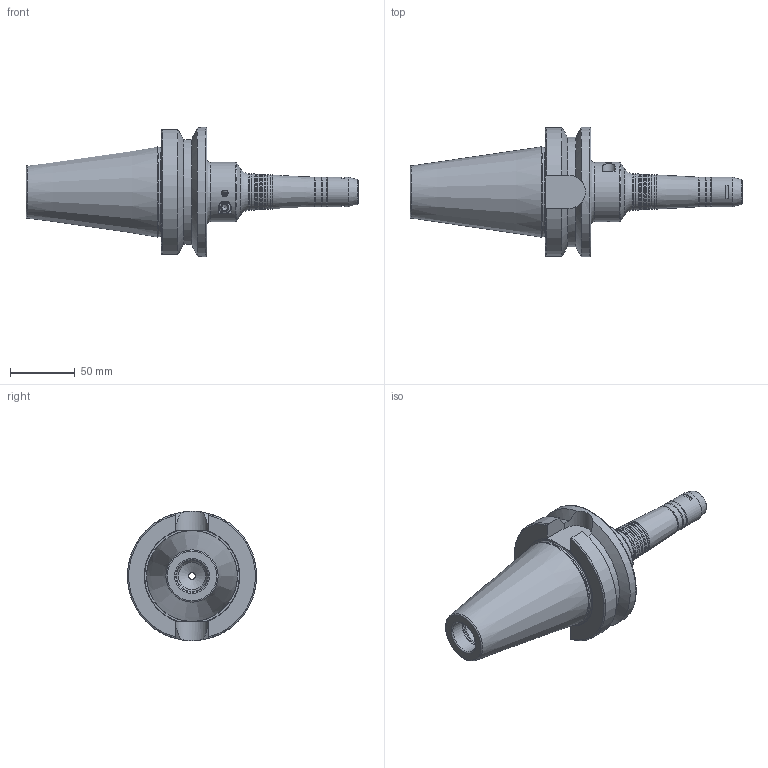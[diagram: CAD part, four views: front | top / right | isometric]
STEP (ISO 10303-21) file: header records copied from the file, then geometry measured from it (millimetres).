
FILE_DESCRIPTION((''),'2;1');
FILE_NAME('395006512155 BT50-PHC12SB-155-NC-3D.stp','2022-12-07T15:17:01',('nttooll'),(''),'Autodesk Inventor 2012','Autodesk Inventor 2012','');
FILE_SCHEMA(('AUTOMOTIVE_DESIGN { 1 0 10303 214 1 1 1 1 }'));
Length unit declared in the file: millimetre
Products named in the file (1): 395006512155 BT50-PHC12SB-155-NC-3D
Bounding box: 256.8 x 100 x 100 mm (x, y, z)
Volume: 511275.7 mm3; surface area: 69721.1 mm2
Topology: 1 solids, 1 shells, 162 faces, 368 edges, 224 vertices
Faces by surface type: cone 59, cylinder 48, plane 37, torus 17, revolution 1
Full cylindrical faces by diameter (mm): 1 x2, 2.309 x2, 3 x1, 4 x2, 4.1 x1, 4.619 x2, 5 x3, 9 x2, 12 x2, 12.4 x2, 18 x1, 21 x1, 21.3 x1, 23 x3, 24 x1, 25 x1, 25.4 x1, 45.8 x1, 68.9 x1, 100 x1
Entity records: 4260 total; most frequent: CARTESIAN_POINT 1023, DIRECTION 699, ORIENTED_EDGE 526, AXIS2_PLACEMENT_3D 320, EDGE_LOOP 275, EDGE_CURVE 263, VERTEX_POINT 210, FACE_OUTER_BOUND 162
